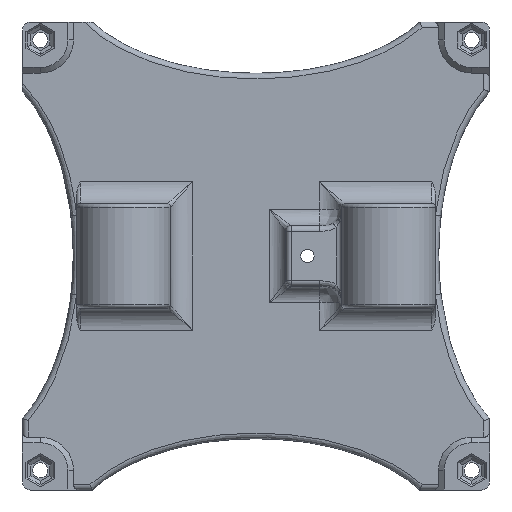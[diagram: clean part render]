
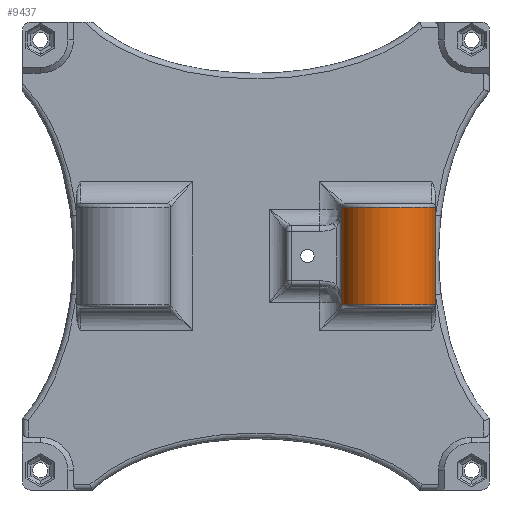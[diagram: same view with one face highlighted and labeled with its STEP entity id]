
A CAD part, front view. The second image highlights one B-rep face of the part: STEP entity #9437.
In plain terms, the highlighted cylindrical face has radius 10.775 mm (diameter 21.55 mm), a partial arc.
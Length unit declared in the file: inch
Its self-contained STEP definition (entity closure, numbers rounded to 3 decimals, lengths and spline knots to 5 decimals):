
#856 = ORIENTED_EDGE ( 'NONE', *, *, #1832, .T. ) ;
#1634 = ORIENTED_EDGE ( 'NONE', *, *, #6588, .T. ) ;
#1832 = EDGE_CURVE ( 'NONE', #3006, #3624, #3881, .T. ) ;
#2019 = DIRECTION ( 'NONE',  ( 0., 0., -1. ) ) ;
#2206 = CYLINDRICAL_SURFACE ( 'NONE', #8969, 0.42421 ) ;
#3006 = VERTEX_POINT ( 'NONE', #9887 ) ;
#3277 = ORIENTED_EDGE ( 'NONE', *, *, #6604, .F. ) ;
#3391 = DIRECTION ( 'NONE',  ( 1., 0., 0. ) ) ;
#3519 = CARTESIAN_POINT ( 'NONE',  ( 0.52534, -0.37, -0.99244 ) ) ;
#3624 = VERTEX_POINT ( 'NONE', #3519 ) ;
#3626 = VERTEX_POINT ( 'NONE', #9818 ) ;
#3881 = LINE ( 'NONE', #6954, #6216 ) ;
#4041 = CIRCLE ( 'NONE', #4489, 0.42421 ) ;
#4152 = ORIENTED_EDGE ( 'NONE', *, *, #7115, .T. ) ;
#4301 = LINE ( 'NONE', #11943, #8523 ) ;
#4489 = AXIS2_PLACEMENT_3D ( 'NONE', #9828, #13056, #3391 ) ;
#5247 = DIRECTION ( 'NONE',  ( 1., 0., 0. ) ) ;
#5911 = DIRECTION ( 'NONE',  ( 0., 0., -1. ) ) ;
#6216 = VECTOR ( 'NONE', #5911, 39.37008 ) ;
#6588 = EDGE_CURVE ( 'NONE', #3624, #9310, #4041, .T. ) ;
#6604 = EDGE_CURVE ( 'NONE', #3626, #9310, #4301, .T. ) ;
#6612 = DIRECTION ( 'NONE',  ( 0., 0., -1. ) ) ;
#6954 = CARTESIAN_POINT ( 'NONE',  ( 0.52534, -0.37, -1.02244 ) ) ;
#7115 = EDGE_CURVE ( 'NONE', #3626, #3006, #9203, .T. ) ;
#7672 = CARTESIAN_POINT ( 'NONE',  ( 0.94955, -0.37, -1.02244 ) ) ;
#8324 = CARTESIAN_POINT ( 'NONE',  ( 0.94955, -0.37, -0.10756 ) ) ;
#8523 = VECTOR ( 'NONE', #6612, 39.37008 ) ;
#8969 = AXIS2_PLACEMENT_3D ( 'NONE', #7672, #9769, #10889 ) ;
#9203 = CIRCLE ( 'NONE', #11214, 0.42421 ) ;
#9310 = VERTEX_POINT ( 'NONE', #13286 ) ;
#9437 = ADVANCED_FACE ( 'NONE', ( #10755 ), #2206, .T. ) ;
#9769 = DIRECTION ( 'NONE',  ( 0., 0., 1. ) ) ;
#9818 = CARTESIAN_POINT ( 'NONE',  ( 1.37377, -0.37, -0.10756 ) ) ;
#9828 = CARTESIAN_POINT ( 'NONE',  ( 0.94955, -0.37, -0.99244 ) ) ;
#9887 = CARTESIAN_POINT ( 'NONE',  ( 0.52534, -0.37, -0.10756 ) ) ;
#10171 = EDGE_LOOP ( 'NONE', ( #3277, #4152, #856, #1634 ) ) ;
#10755 = FACE_OUTER_BOUND ( 'NONE', #10171, .T. ) ;
#10889 = DIRECTION ( 'NONE',  ( 1., 0., 0. ) ) ;
#11214 = AXIS2_PLACEMENT_3D ( 'NONE', #8324, #2019, #5247 ) ;
#11943 = CARTESIAN_POINT ( 'NONE',  ( 1.37377, -0.37, -1.02244 ) ) ;
#13056 = DIRECTION ( 'NONE',  ( 0., 0., 1. ) ) ;
#13286 = CARTESIAN_POINT ( 'NONE',  ( 1.37377, -0.37, -0.99244 ) ) ;
